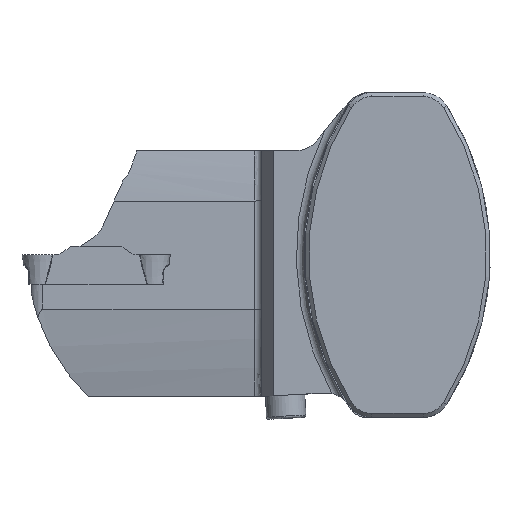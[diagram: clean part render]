
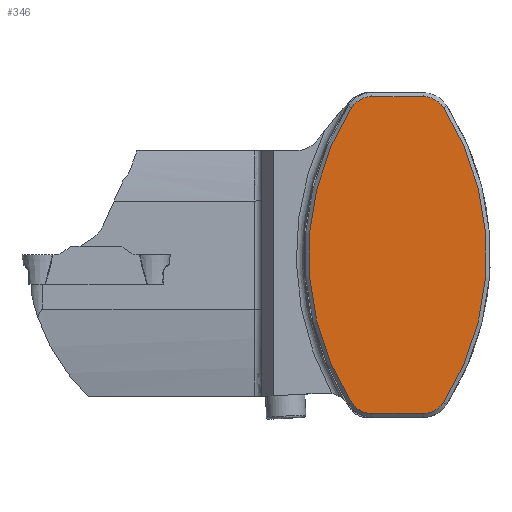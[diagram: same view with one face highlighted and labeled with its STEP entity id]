
A CAD part, top view. The second image highlights one B-rep face of the part: STEP entity #346.
In plain terms, the highlighted planar face has unit normal (0, 0, 1).
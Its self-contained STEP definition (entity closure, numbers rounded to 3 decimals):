
#288=PLANE('',#2018);
#346=ADVANCED_FACE('',(#478),#288,.T.);
#478=FACE_OUTER_BOUND('',#579,.T.);
#579=EDGE_LOOP('',(#1024,#1025,#1026,#1027,#1028,#1029,#1030,#1031));
#713=LINE('',#3037,#812);
#714=LINE('',#3045,#813);
#812=VECTOR('',#2265,1.);
#813=VECTOR('',#2272,1.);
#1024=ORIENTED_EDGE('',*,*,#1691,.F.);
#1025=ORIENTED_EDGE('',*,*,#1692,.F.);
#1026=ORIENTED_EDGE('',*,*,#1693,.F.);
#1027=ORIENTED_EDGE('',*,*,#1694,.F.);
#1028=ORIENTED_EDGE('',*,*,#1695,.F.);
#1029=ORIENTED_EDGE('',*,*,#1696,.F.);
#1030=ORIENTED_EDGE('',*,*,#1697,.F.);
#1031=ORIENTED_EDGE('',*,*,#1698,.F.);
#1491=VERTEX_POINT('',#3031);
#1492=VERTEX_POINT('',#3032);
#1493=VERTEX_POINT('',#3034);
#1494=VERTEX_POINT('',#3036);
#1495=VERTEX_POINT('',#3038);
#1496=VERTEX_POINT('',#3040);
#1497=VERTEX_POINT('',#3042);
#1498=VERTEX_POINT('',#3044);
#1691=EDGE_CURVE('',#1491,#1492,#1861,.T.);
#1692=EDGE_CURVE('',#1493,#1491,#1862,.T.);
#1693=EDGE_CURVE('',#1494,#1493,#1863,.T.);
#1694=EDGE_CURVE('',#1495,#1494,#713,.T.);
#1695=EDGE_CURVE('',#1496,#1495,#1864,.T.);
#1696=EDGE_CURVE('',#1497,#1496,#1865,.T.);
#1697=EDGE_CURVE('',#1498,#1497,#1866,.T.);
#1698=EDGE_CURVE('',#1492,#1498,#714,.T.);
#1861=CIRCLE('',#2012,5.175);
#1862=CIRCLE('',#2013,59.175);
#1863=CIRCLE('',#2014,5.175);
#1864=CIRCLE('',#2015,5.175);
#1865=CIRCLE('',#2016,59.175);
#1866=CIRCLE('',#2017,5.175);
#2012=AXIS2_PLACEMENT_3D('',#3030,#2259,#2260);
#2013=AXIS2_PLACEMENT_3D('',#3033,#2261,#2262);
#2014=AXIS2_PLACEMENT_3D('',#3035,#2263,#2264);
#2015=AXIS2_PLACEMENT_3D('',#3039,#2266,#2267);
#2016=AXIS2_PLACEMENT_3D('',#3041,#2268,#2269);
#2017=AXIS2_PLACEMENT_3D('',#3043,#2270,#2271);
#2018=AXIS2_PLACEMENT_3D('',#3046,#2273,#2274);
#2259=DIRECTION('',(0.,0.,-1.));
#2260=DIRECTION('',(0.,-1.,0.));
#2261=DIRECTION('',(0.,0.,-1.));
#2262=DIRECTION('',(0.,-1.,0.));
#2263=DIRECTION('',(0.,0.,-1.));
#2264=DIRECTION('',(0.,-1.,0.));
#2265=DIRECTION('',(-1.,0.,0.));
#2266=DIRECTION('',(0.,0.,-1.));
#2267=DIRECTION('',(0.,-1.,0.));
#2268=DIRECTION('',(0.,0.,-1.));
#2269=DIRECTION('',(0.,-1.,0.));
#2270=DIRECTION('',(0.,0.,-1.));
#2271=DIRECTION('',(0.,-1.,0.));
#2272=DIRECTION('',(1.,0.,0.));
#2273=DIRECTION('',(0.,0.,1.));
#2274=DIRECTION('',(0.,1.,0.));
#3030=CARTESIAN_POINT('',(-5.552,29.,0.325));
#3031=CARTESIAN_POINT('',(-9.918,31.779,0.325));
#3032=CARTESIAN_POINT('',(-5.552,34.175,0.325));
#3033=CARTESIAN_POINT('',(40.,0.,0.325));
#3034=CARTESIAN_POINT('',(-9.918,-31.779,0.325));
#3035=CARTESIAN_POINT('',(-5.552,-29.,0.325));
#3036=CARTESIAN_POINT('',(-5.552,-34.175,0.325));
#3037=CARTESIAN_POINT('',(0.,-34.175,0.325));
#3038=CARTESIAN_POINT('',(5.552,-34.175,0.325));
#3039=CARTESIAN_POINT('',(5.552,-29.,0.325));
#3040=CARTESIAN_POINT('',(9.918,-31.779,0.325));
#3041=CARTESIAN_POINT('',(-40.,0.,0.325));
#3042=CARTESIAN_POINT('',(9.918,31.779,0.325));
#3043=CARTESIAN_POINT('',(5.552,29.,0.325));
#3044=CARTESIAN_POINT('',(5.552,34.175,0.325));
#3045=CARTESIAN_POINT('',(0.,34.175,0.325));
#3046=CARTESIAN_POINT('',(0.,0.,0.325));
